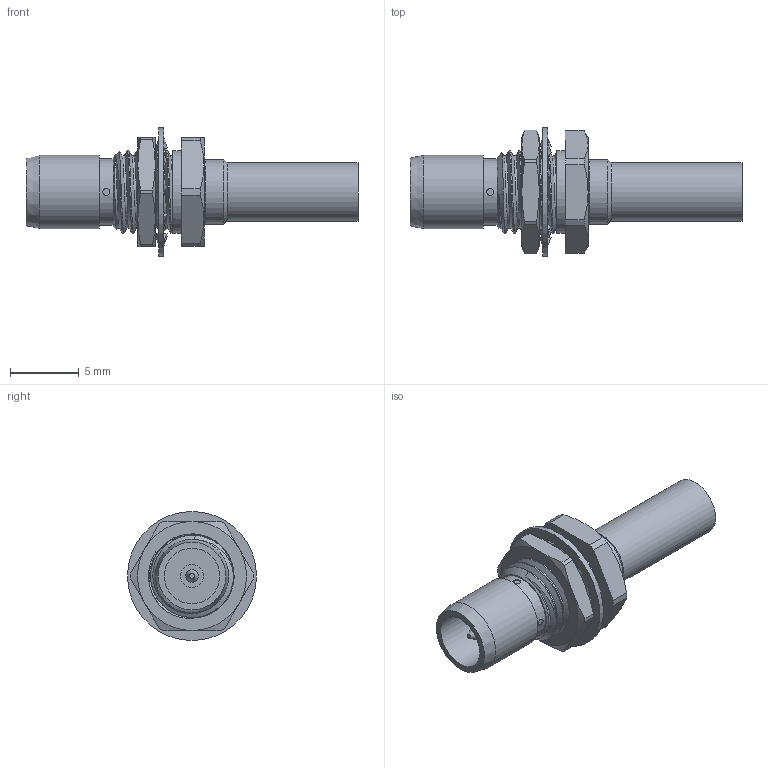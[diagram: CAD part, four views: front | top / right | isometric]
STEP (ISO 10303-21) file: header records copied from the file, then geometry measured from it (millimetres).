
FILE_DESCRIPTION (( 'STEP AP203' ), '1' );
FILE_NAME ('PE45317 ¦ FMCN1202.step', '2019-12-03T16:26:14', ( '' ), ( '' ), 'SwSTEP 2.0', 'SolidWorks 2018', '' );
FILE_SCHEMA (( 'CONFIG_CONTROL_DESIGN' ));
Length unit declared in the file: inch
Products named in the file (1): PE45317 ｦ FMCN1202
Bounding box: 24.2 x 9.4 x 9.4 mm (x, y, z)
Volume: 383.7 mm3; surface area: 1064.9 mm2
Topology: 4 solids, 5 shells, 166 faces, 451 edges, 307 vertices
Faces by surface type: plane 48, bspline 46, cylinder 45, cone 26, torus 1
Full cylindrical faces by diameter (mm): 0.508 x4, 0.92 x1, 1.63 x1, 1.702 x1, 2.392 x1, 3.5 x1, 3.65 x1, 4.039 x1, 4.262 x1, 4.7 x1, 4.851 x1, 5.334 x1, 6.045 x5, 9.398 x1
Entity records: 7287 total; most frequent: CARTESIAN_POINT 3725, ORIENTED_EDGE 806, DIRECTION 550, EDGE_CURVE 403, VERTEX_POINT 289, AXIS2_PLACEMENT_3D 240, EDGE_LOOP 202, B_SPLINE_CURVE_WITH_KNOTS 200
